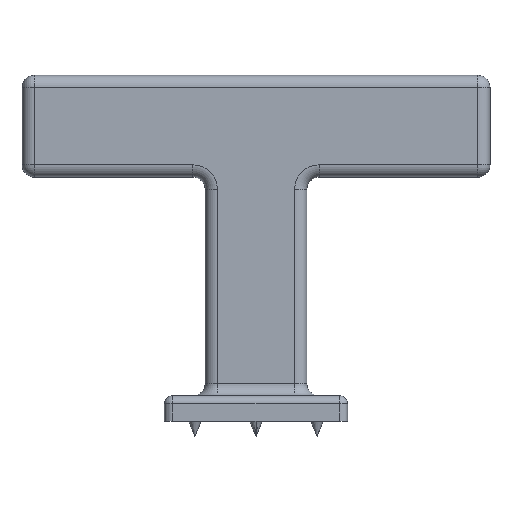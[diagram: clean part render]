
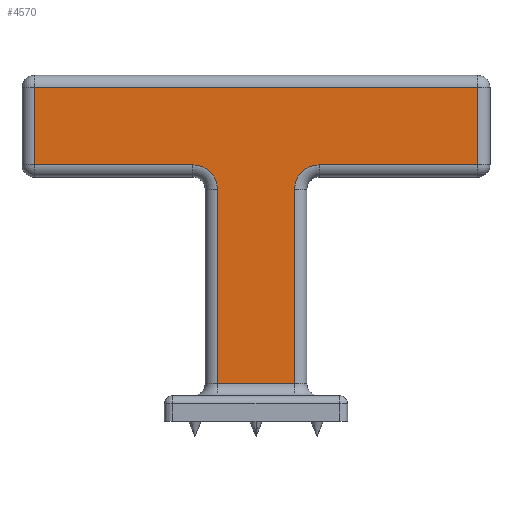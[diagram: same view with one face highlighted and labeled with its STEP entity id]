
A CAD part, top view. The second image highlights one B-rep face of the part: STEP entity #4570.
In plain terms, the highlighted planar face has unit normal (0, 0, 1).
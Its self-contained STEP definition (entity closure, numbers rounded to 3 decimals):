
#3680=CARTESIAN_POINT('',(3.9,-25.5,5.));
#3690=DIRECTION('',(0.,0.,1.));
#3700=DIRECTION('',(-1.,0.,0.));
#3710=AXIS2_PLACEMENT_3D('',#3680,#3690,#3700);
#3720=PLANE('',#3710);
#3730=CARTESIAN_POINT('',(0.,-24.3,5.));
#3740=DIRECTION('',(-1.,0.,0.));
#3750=VECTOR('',#3740,1.);
#3760=LINE('',#3730,#3750);
#3770=CARTESIAN_POINT('',(3.8,-24.3,5.));
#3780=VERTEX_POINT('',#3770);
#3790=CARTESIAN_POINT('',(-3.8,-24.3,5.));
#3800=VERTEX_POINT('',#3790);
#3810=EDGE_CURVE('',#3780,#3800,#3760,.T.);
#3820=ORIENTED_EDGE('',*,*,#3810,.F.);
#3830=CARTESIAN_POINT('',(-3.8,0.,5.));
#3840=DIRECTION('',(0.,1.,0.));
#3850=VECTOR('',#3840,1.);
#3860=LINE('',#3830,#3850);
#3870=CARTESIAN_POINT('',(-3.8,-5.2,5.));
#3880=VERTEX_POINT('',#3870);
#3890=EDGE_CURVE('',#3800,#3880,#3860,.T.);
#3900=ORIENTED_EDGE('',*,*,#3890,.F.);
#3910=CARTESIAN_POINT('',(-6.2,-5.2,5.));
#3920=DIRECTION('',(0.,0.,-1.));
#3930=DIRECTION('',(-1.,0.,0.));
#3940=AXIS2_PLACEMENT_3D('',#3910,#3920,#3930);
#3950=CIRCLE('',#3940,2.4);
#3960=CARTESIAN_POINT('',(-6.2,-2.8,5.));
#3970=VERTEX_POINT('',#3960);
#3980=EDGE_CURVE('',#3970,#3880,#3950,.T.);
#3990=ORIENTED_EDGE('',*,*,#3980,.T.);
#4000=CARTESIAN_POINT('',(0.,-2.8,5.));
#4010=DIRECTION('',(1.,0.,0.));
#4020=VECTOR('',#4010,1.);
#4030=LINE('',#4000,#4020);
#4040=CARTESIAN_POINT('',(-21.8,-2.8,5.));
#4050=VERTEX_POINT('',#4040);
#4060=EDGE_CURVE('',#4050,#3970,#4030,.T.);
#4070=ORIENTED_EDGE('',*,*,#4060,.T.);
#4080=CARTESIAN_POINT('',(-21.8,0.,5.));
#4090=DIRECTION('',(0.,1.,0.));
#4100=VECTOR('',#4090,1.);
#4110=LINE('',#4080,#4100);
#4120=CARTESIAN_POINT('',(-21.8,4.8,5.));
#4130=VERTEX_POINT('',#4120);
#4140=EDGE_CURVE('',#4050,#4130,#4110,.T.);
#4150=ORIENTED_EDGE('',*,*,#4140,.F.);
#4160=CARTESIAN_POINT('',(0.,4.8,5.));
#4170=DIRECTION('',(-1.,0.,0.));
#4180=VECTOR('',#4170,1.);
#4190=LINE('',#4160,#4180);
#4200=CARTESIAN_POINT('',(21.8,4.8,5.));
#4210=VERTEX_POINT('',#4200);
#4220=EDGE_CURVE('',#4210,#4130,#4190,.T.);
#4230=ORIENTED_EDGE('',*,*,#4220,.T.);
#4240=CARTESIAN_POINT('',(21.8,0.,5.));
#4250=DIRECTION('',(0.,1.,0.));
#4260=VECTOR('',#4250,1.);
#4270=LINE('',#4240,#4260);
#4280=CARTESIAN_POINT('',(21.8,-2.8,5.));
#4290=VERTEX_POINT('',#4280);
#4300=EDGE_CURVE('',#4290,#4210,#4270,.T.);
#4310=ORIENTED_EDGE('',*,*,#4300,.T.);
#4320=CARTESIAN_POINT('',(0.,-2.8,5.));
#4330=DIRECTION('',(1.,0.,0.));
#4340=VECTOR('',#4330,1.);
#4350=LINE('',#4320,#4340);
#4360=CARTESIAN_POINT('',(6.2,-2.8,5.));
#4370=VERTEX_POINT('',#4360);
#4380=EDGE_CURVE('',#4370,#4290,#4350,.T.);
#4390=ORIENTED_EDGE('',*,*,#4380,.T.);
#4400=CARTESIAN_POINT('',(6.2,-5.2,5.));
#4410=DIRECTION('',(0.,0.,1.));
#4420=DIRECTION('',(1.,0.,0.));
#4430=AXIS2_PLACEMENT_3D('',#4400,#4410,#4420);
#4440=CIRCLE('',#4430,2.4);
#4450=CARTESIAN_POINT('',(3.8,-5.2,5.));
#4460=VERTEX_POINT('',#4450);
#4470=EDGE_CURVE('',#4370,#4460,#4440,.T.);
#4480=ORIENTED_EDGE('',*,*,#4470,.F.);
#4490=CARTESIAN_POINT('',(3.8,0.,5.));
#4500=DIRECTION('',(0.,1.,0.));
#4510=VECTOR('',#4500,1.);
#4520=LINE('',#4490,#4510);
#4530=EDGE_CURVE('',#3780,#4460,#4520,.T.);
#4540=ORIENTED_EDGE('',*,*,#4530,.T.);
#4550=EDGE_LOOP('',(#4540,#4480,#4390,#4310,#4230,#4150,#4070,#3990,
#3900,#3820));
#4560=FACE_OUTER_BOUND('',#4550,.T.);
#4570=ADVANCED_FACE('',(#4560),#3720,.T.);
